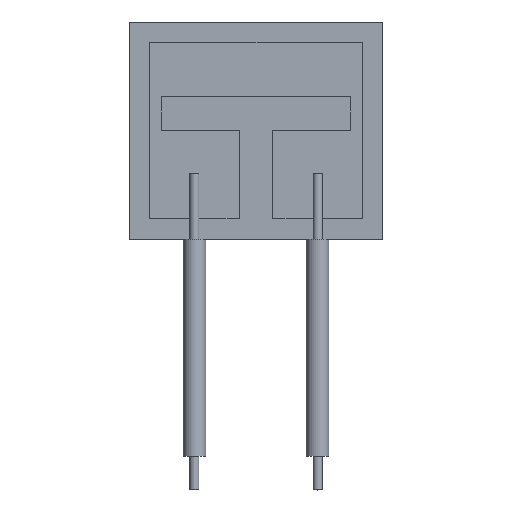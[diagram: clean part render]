
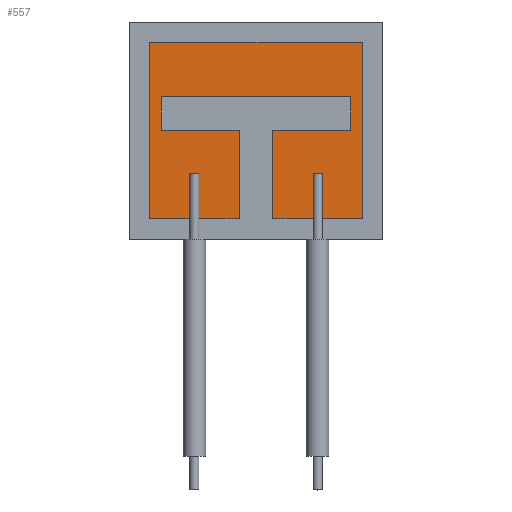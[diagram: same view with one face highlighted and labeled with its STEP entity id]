
A CAD part, top view. The second image highlights one B-rep face of the part: STEP entity #557.
In plain terms, the highlighted planar face has unit normal (0, 0, 1).
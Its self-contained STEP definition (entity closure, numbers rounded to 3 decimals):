
#67=FACE_OUTER_BOUND('',#103,.T.);
#103=EDGE_LOOP('',(#443,#444,#445,#446,#447,#448,#449,#450,#451,#452,#453,
#454,#455,#456));
#137=LINE('',#832,#197);
#140=LINE('',#838,#200);
#143=LINE('',#844,#203);
#146=LINE('',#850,#206);
#149=LINE('',#856,#209);
#152=LINE('',#862,#212);
#155=LINE('',#868,#215);
#158=LINE('',#874,#218);
#161=LINE('',#880,#221);
#164=LINE('',#886,#224);
#167=LINE('',#892,#227);
#170=LINE('',#898,#230);
#173=LINE('',#904,#233);
#176=LINE('',#908,#236);
#197=VECTOR('',#670,10.);
#200=VECTOR('',#675,10.);
#203=VECTOR('',#680,10.);
#206=VECTOR('',#685,10.);
#209=VECTOR('',#690,10.);
#212=VECTOR('',#695,10.);
#215=VECTOR('',#700,10.);
#218=VECTOR('',#705,10.);
#221=VECTOR('',#710,10.);
#224=VECTOR('',#715,10.);
#227=VECTOR('',#720,10.);
#230=VECTOR('',#725,10.);
#233=VECTOR('',#730,10.);
#236=VECTOR('',#735,10.);
#253=VERTEX_POINT('',#829);
#254=VERTEX_POINT('',#831);
#256=VERTEX_POINT('',#837);
#258=VERTEX_POINT('',#843);
#260=VERTEX_POINT('',#849);
#262=VERTEX_POINT('',#855);
#264=VERTEX_POINT('',#861);
#266=VERTEX_POINT('',#867);
#268=VERTEX_POINT('',#873);
#270=VERTEX_POINT('',#879);
#272=VERTEX_POINT('',#885);
#274=VERTEX_POINT('',#891);
#276=VERTEX_POINT('',#897);
#278=VERTEX_POINT('',#903);
#305=EDGE_CURVE('',#254,#253,#137,.T.);
#308=EDGE_CURVE('',#256,#254,#140,.T.);
#311=EDGE_CURVE('',#258,#256,#143,.T.);
#314=EDGE_CURVE('',#260,#258,#146,.T.);
#317=EDGE_CURVE('',#262,#260,#149,.T.);
#320=EDGE_CURVE('',#264,#262,#152,.T.);
#323=EDGE_CURVE('',#266,#264,#155,.T.);
#326=EDGE_CURVE('',#268,#266,#158,.T.);
#329=EDGE_CURVE('',#270,#268,#161,.T.);
#332=EDGE_CURVE('',#272,#270,#164,.T.);
#335=EDGE_CURVE('',#274,#272,#167,.T.);
#338=EDGE_CURVE('',#276,#274,#170,.T.);
#341=EDGE_CURVE('',#278,#276,#173,.T.);
#344=EDGE_CURVE('',#253,#278,#176,.T.);
#443=ORIENTED_EDGE('',*,*,#344,.T.);
#444=ORIENTED_EDGE('',*,*,#341,.T.);
#445=ORIENTED_EDGE('',*,*,#338,.T.);
#446=ORIENTED_EDGE('',*,*,#335,.T.);
#447=ORIENTED_EDGE('',*,*,#332,.T.);
#448=ORIENTED_EDGE('',*,*,#329,.T.);
#449=ORIENTED_EDGE('',*,*,#326,.T.);
#450=ORIENTED_EDGE('',*,*,#323,.T.);
#451=ORIENTED_EDGE('',*,*,#320,.T.);
#452=ORIENTED_EDGE('',*,*,#317,.T.);
#453=ORIENTED_EDGE('',*,*,#314,.T.);
#454=ORIENTED_EDGE('',*,*,#311,.T.);
#455=ORIENTED_EDGE('',*,*,#308,.T.);
#456=ORIENTED_EDGE('',*,*,#305,.T.);
#527=PLANE('',#612);
#557=ADVANCED_FACE('',(#67),#527,.T.);
#612=AXIS2_PLACEMENT_3D('',#909,#736,#737);
#670=DIRECTION('',(0.,-1.,0.));
#675=DIRECTION('',(-1.,0.,0.));
#680=DIRECTION('',(0.,1.,0.));
#685=DIRECTION('',(0.,1.,0.));
#690=DIRECTION('',(1.,0.,0.));
#695=DIRECTION('',(0.,-1.,0.));
#700=DIRECTION('',(-1.,0.,0.));
#705=DIRECTION('',(0.,-1.,0.));
#710=DIRECTION('',(1.,0.,0.));
#715=DIRECTION('',(0.,1.,0.));
#720=DIRECTION('',(-1.,0.,0.));
#725=DIRECTION('',(0.,1.,0.));
#730=DIRECTION('',(1.,0.,0.));
#735=DIRECTION('',(0.,-1.,0.));
#736=DIRECTION('center_axis',(0.,0.,1.));
#737=DIRECTION('ref_axis',(1.,0.,0.));
#829=CARTESIAN_POINT('',(-2.35,0.75,0.005));
#831=CARTESIAN_POINT('',(-2.35,1.95,0.005));
#832=CARTESIAN_POINT('',(-2.35,0.75,0.005));
#837=CARTESIAN_POINT('',(2.35,1.95,0.005));
#838=CARTESIAN_POINT('',(-2.35,1.95,0.005));
#843=CARTESIAN_POINT('',(2.35,0.75,0.005));
#844=CARTESIAN_POINT('',(2.35,1.95,0.005));
#849=CARTESIAN_POINT('',(2.35,-1.95,0.005));
#850=CARTESIAN_POINT('',(2.35,0.75,0.005));
#855=CARTESIAN_POINT('',(0.375,-1.95,0.005));
#856=CARTESIAN_POINT('',(2.35,-1.95,0.005));
#861=CARTESIAN_POINT('',(0.375,0.,0.005));
#862=CARTESIAN_POINT('',(0.375,-1.95,0.005));
#867=CARTESIAN_POINT('',(2.1,0.,0.005));
#868=CARTESIAN_POINT('',(0.375,0.,0.005));
#873=CARTESIAN_POINT('',(2.1,0.75,0.005));
#874=CARTESIAN_POINT('',(2.1,0.,0.005));
#879=CARTESIAN_POINT('',(-2.1,0.75,0.005));
#880=CARTESIAN_POINT('',(-2.1,0.75,0.005));
#885=CARTESIAN_POINT('',(-2.1,0.,0.005));
#886=CARTESIAN_POINT('',(-2.1,0.,0.005));
#891=CARTESIAN_POINT('',(-0.375,0.,0.005));
#892=CARTESIAN_POINT('',(-0.375,0.,0.005));
#897=CARTESIAN_POINT('',(-0.375,-1.95,0.005));
#898=CARTESIAN_POINT('',(-0.375,-1.95,0.005));
#903=CARTESIAN_POINT('',(-2.35,-1.95,0.005));
#904=CARTESIAN_POINT('',(-2.35,-1.95,0.005));
#908=CARTESIAN_POINT('',(-2.35,0.75,0.005));
#909=CARTESIAN_POINT('Origin',(0.,0.,
0.005));
